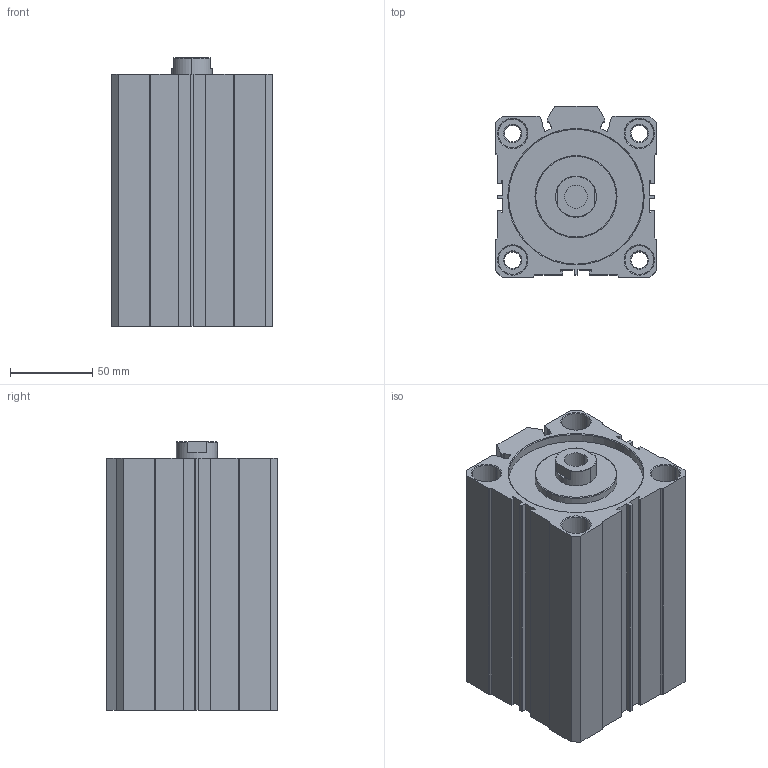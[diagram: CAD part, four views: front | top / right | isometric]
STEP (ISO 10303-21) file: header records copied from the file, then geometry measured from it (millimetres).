
FILE_DESCRIPTION (( 'STEP AP203' ), '1' );
FILE_NAME ('H80M100MD-M.step', '2015-12-02T21:17:01', ( '' ), ( '' ), 'SwSTEP 2.0', 'SolidWorks 2015', '' );
FILE_SCHEMA (( 'CONFIG_CONTROL_DESIGN' ));
Length unit declared in the file: millimetre
Products named in the file (3): H80M100MD-M-BODY; H80M100MD-M-PISTON; H80M100MD-M
Assembly tree (2 placements, depth 2):
  H80M100MD-M
    H80M100MD-M-BODY
    H80M100MD-M-PISTON
Bounding box: 98 x 104 x 163.5 mm (x, y, z)
Volume: 870700.7 mm3; surface area: 187796.2 mm2
Topology: 2 solids, 2 shells, 261 faces, 661 edges, 425 vertices
Faces by surface type: plane 105, cylinder 103, cone 51, torus 2
Entity records: 8213 total; most frequent: DIRECTION 1458, CARTESIAN_POINT 1364, ORIENTED_EDGE 1322, EDGE_CURVE 661, AXIS2_PLACEMENT_3D 535, VERTEX_POINT 425, LINE 388, VECTOR 388
